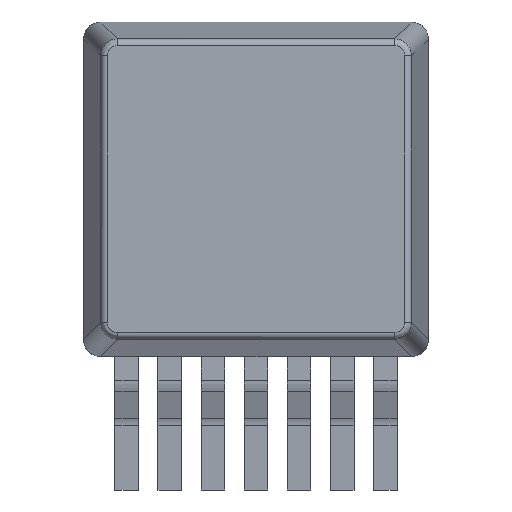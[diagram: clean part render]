
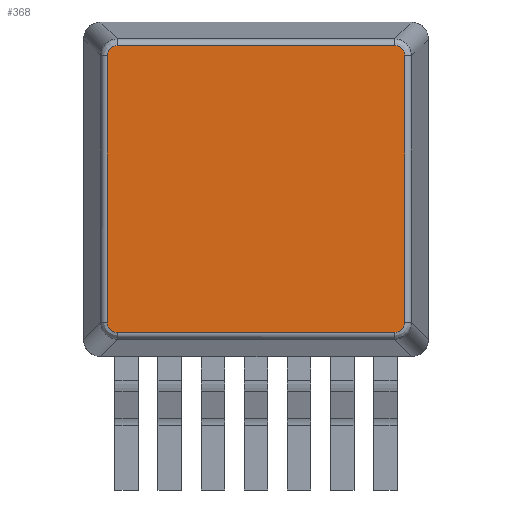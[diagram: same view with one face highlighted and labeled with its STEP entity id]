
A CAD part, top view. The second image highlights one B-rep face of the part: STEP entity #368.
In plain terms, the highlighted planar face has unit normal (0, 0, 1).
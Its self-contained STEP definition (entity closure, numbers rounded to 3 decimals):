
#230 = VERTEX_POINT ( 'NONE', #341 ) ;
#303 = ORIENTED_EDGE ( 'NONE', *, *, #5273, .T. ) ;
#341 = CARTESIAN_POINT ( 'NONE',  ( 4.079, 4.221, 4.57 ) ) ;
#342 = B_SPLINE_CURVE_WITH_KNOTS ( 'NONE', 3,
 ( #5015, #3935, #4776, #1213, #6067, #442 ),
 .UNSPECIFIED., .F., .F.,
 ( 4, 2, 4 ),
 ( 0., 0.5, 1. ),
 .UNSPECIFIED. ) ;
#346 = CARTESIAN_POINT ( 'NONE',  ( -4.376, 3.924, 4.57 ) ) ;
#368 = ADVANCED_FACE ( 'NONE', ( #1447 ), #3890, .T. ) ;
#397 = CARTESIAN_POINT ( 'NONE',  ( 4.376, 3.924, 4.57 ) ) ;
#442 = CARTESIAN_POINT ( 'NONE',  ( 4.376, -3.924, 4.57 ) ) ;
#469 = ORIENTED_EDGE ( 'NONE', *, *, #2700, .F. ) ;
#495 = EDGE_LOOP ( 'NONE', ( #469, #4603, #1118, #5845, #6678, #303, #2972, #956 ) ) ;
#679 = CARTESIAN_POINT ( 'NONE',  ( -4.376, -3.924, 4.57 ) ) ;
#688 = EDGE_CURVE ( 'NONE', #1285, #4690, #4115, .T. ) ;
#707 = VERTEX_POINT ( 'NONE', #985 ) ;
#909 = CARTESIAN_POINT ( 'NONE',  ( -4.079, -4.221, 4.57 ) ) ;
#956 = ORIENTED_EDGE ( 'NONE', *, *, #688, .T. ) ;
#985 = CARTESIAN_POINT ( 'NONE',  ( 4.376, 3.924, 4.57 ) ) ;
#1118 = ORIENTED_EDGE ( 'NONE', *, *, #1394, .F. ) ;
#1213 = CARTESIAN_POINT ( 'NONE',  ( 4.347, -4.078, 4.57 ) ) ;
#1285 = VERTEX_POINT ( 'NONE', #2039 ) ;
#1302 = CARTESIAN_POINT ( 'NONE',  ( -4.163, -4.221, 4.57 ) ) ;
#1355 = CARTESIAN_POINT ( 'NONE',  ( -4.162, 4.221, 4.57 ) ) ;
#1394 = EDGE_CURVE ( 'NONE', #707, #3815, #6692, .T. ) ;
#1424 = CARTESIAN_POINT ( 'NONE',  ( 4.346, 4.078, 4.57 ) ) ;
#1447 = FACE_OUTER_BOUND ( 'NONE', #495, .T. ) ;
#1492 = AXIS2_PLACEMENT_3D ( 'NONE', #5949, #5234, #3389 ) ;
#1619 = CARTESIAN_POINT ( 'NONE',  ( -4.566, -4.221, 4.57 ) ) ;
#1810 = CARTESIAN_POINT ( 'NONE',  ( 4.565, 4.221, 4.57 ) ) ;
#1876 = CARTESIAN_POINT ( 'NONE',  ( -4.079, 4.221, 4.57 ) ) ;
#1918 = VERTEX_POINT ( 'NONE', #6570 ) ;
#1940 = CARTESIAN_POINT ( 'NONE',  ( 4.163, 4.221, 4.57 ) ) ;
#2039 = CARTESIAN_POINT ( 'NONE',  ( -4.376, -3.924, 4.57 ) ) ;
#2397 = CARTESIAN_POINT ( 'NONE',  ( -4.233, 4.191, 4.57 ) ) ;
#2621 = EDGE_CURVE ( 'NONE', #1918, #3815, #342, .T. ) ;
#2700 = EDGE_CURVE ( 'NONE', #1918, #4690, #5033, .T. ) ;
#2733 = CARTESIAN_POINT ( 'NONE',  ( -4.346, -4.078, 4.57 ) ) ;
#2919 = CARTESIAN_POINT ( 'NONE',  ( -4.376, 4.008, 4.57 ) ) ;
#2972 = ORIENTED_EDGE ( 'NONE', *, *, #6106, .F. ) ;
#3091 = CARTESIAN_POINT ( 'NONE',  ( 4.376, -4.41, 4.57 ) ) ;
#3319 = DIRECTION ( 'NONE',  ( 0., 1., 0. ) ) ;
#3331 = DIRECTION ( 'NONE',  ( 1., 0., 0. ) ) ;
#3389 = DIRECTION ( 'NONE',  ( 1., 0., 0. ) ) ;
#3486 = CARTESIAN_POINT ( 'NONE',  ( 4.376, 4.007, 4.57 ) ) ;
#3815 = VERTEX_POINT ( 'NONE', #6357 ) ;
#3890 = PLANE ( 'NONE',  #1492 ) ;
#3935 = CARTESIAN_POINT ( 'NONE',  ( 4.162, -4.221, 4.57 ) ) ;
#4014 = VECTOR ( 'NONE', #3331, 1000. ) ;
#4097 = CARTESIAN_POINT ( 'NONE',  ( -4.376, 3.924, 4.57 ) ) ;
#4115 = B_SPLINE_CURVE_WITH_KNOTS ( 'NONE', 3,
 ( #679, #5864, #2733, #4982, #1302, #909 ),
 .UNSPECIFIED., .F., .F.,
 ( 4, 2, 4 ),
 ( 0., 0.5, 1. ),
 .UNSPECIFIED. ) ;
#4128 = DIRECTION ( 'NONE',  ( -1., 0., 0. ) ) ;
#4160 = CARTESIAN_POINT ( 'NONE',  ( -4.079, 4.221, 4.57 ) ) ;
#4180 = LINE ( 'NONE', #1810, #4014 ) ;
#4309 = LINE ( 'NONE', #6484, #6597 ) ;
#4590 = VERTEX_POINT ( 'NONE', #4160 ) ;
#4603 = ORIENTED_EDGE ( 'NONE', *, *, #2621, .T. ) ;
#4679 = CARTESIAN_POINT ( 'NONE',  ( -4.079, -4.221, 4.57 ) ) ;
#4690 = VERTEX_POINT ( 'NONE', #4679 ) ;
#4776 = CARTESIAN_POINT ( 'NONE',  ( 4.233, -4.191, 4.57 ) ) ;
#4982 = CARTESIAN_POINT ( 'NONE',  ( -4.233, -4.192, 4.57 ) ) ;
#5015 = CARTESIAN_POINT ( 'NONE',  ( 4.079, -4.221, 4.57 ) ) ;
#5033 = LINE ( 'NONE', #1619, #5413 ) ;
#5093 = CARTESIAN_POINT ( 'NONE',  ( 4.233, 4.192, 4.57 ) ) ;
#5225 = VERTEX_POINT ( 'NONE', #4097 ) ;
#5234 = DIRECTION ( 'NONE',  ( 0., 0., 1. ) ) ;
#5273 = EDGE_CURVE ( 'NONE', #4590, #5225, #6435, .T. ) ;
#5413 = VECTOR ( 'NONE', #4128, 1000. ) ;
#5599 = CARTESIAN_POINT ( 'NONE',  ( 4.079, 4.221, 4.57 ) ) ;
#5689 = DIRECTION ( 'NONE',  ( 0., -1., 0. ) ) ;
#5845 = ORIENTED_EDGE ( 'NONE', *, *, #6276, .T. ) ;
#5864 = CARTESIAN_POINT ( 'NONE',  ( -4.376, -4.007, 4.57 ) ) ;
#5949 = CARTESIAN_POINT ( 'NONE',  ( 0., -7.575, 4.57 ) ) ;
#6055 = VECTOR ( 'NONE', #5689, 1000. ) ;
#6067 = CARTESIAN_POINT ( 'NONE',  ( 4.376, -4.008, 4.57 ) ) ;
#6106 = EDGE_CURVE ( 'NONE', #1285, #5225, #4309, .T. ) ;
#6192 = B_SPLINE_CURVE_WITH_KNOTS ( 'NONE', 3,
 ( #397, #3486, #1424, #5093, #1940, #5599 ),
 .UNSPECIFIED., .F., .F.,
 ( 4, 2, 4 ),
 ( 0., 0.5, 1. ),
 .UNSPECIFIED. ) ;
#6276 = EDGE_CURVE ( 'NONE', #707, #230, #6192, .T. ) ;
#6357 = CARTESIAN_POINT ( 'NONE',  ( 4.376, -3.924, 4.57 ) ) ;
#6435 = B_SPLINE_CURVE_WITH_KNOTS ( 'NONE', 3,
 ( #1876, #1355, #2397, #6567, #2919, #346 ),
 .UNSPECIFIED., .F., .F.,
 ( 4, 2, 4 ),
 ( 0., 0.5, 1. ),
 .UNSPECIFIED. ) ;
#6484 = CARTESIAN_POINT ( 'NONE',  ( -4.376, 4.411, 4.57 ) ) ;
#6567 = CARTESIAN_POINT ( 'NONE',  ( -4.347, 4.078, 4.57 ) ) ;
#6570 = CARTESIAN_POINT ( 'NONE',  ( 4.079, -4.221, 4.57 ) ) ;
#6597 = VECTOR ( 'NONE', #3319, 1000. ) ;
#6678 = ORIENTED_EDGE ( 'NONE', *, *, #6701, .F. ) ;
#6692 = LINE ( 'NONE', #3091, #6055 ) ;
#6701 = EDGE_CURVE ( 'NONE', #4590, #230, #4180, .T. ) ;
